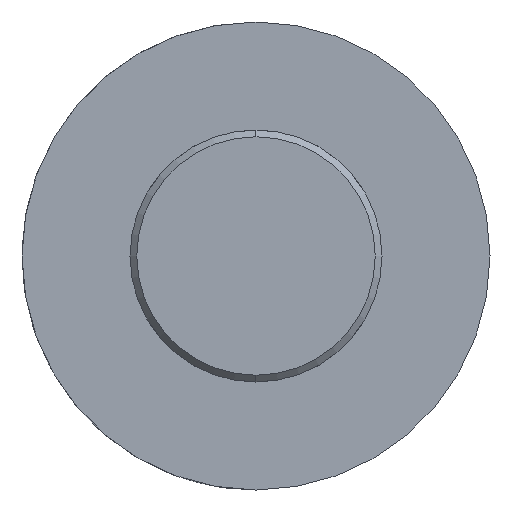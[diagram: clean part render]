
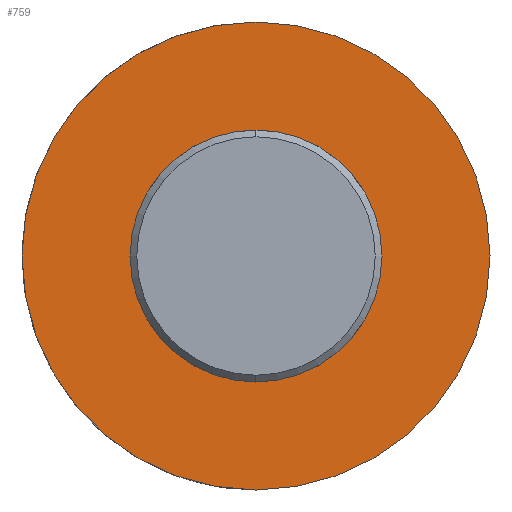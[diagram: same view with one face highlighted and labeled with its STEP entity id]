
A CAD part, left-side view. The second image highlights one B-rep face of the part: STEP entity #759.
In plain terms, the highlighted planar face has unit normal (-1, 0, 0).
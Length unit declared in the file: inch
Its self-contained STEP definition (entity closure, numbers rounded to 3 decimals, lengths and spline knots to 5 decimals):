
#265=CARTESIAN_POINT('',(3.0625,0.,-0.875));
#266=VERTEX_POINT('',#265);
#282=CARTESIAN_POINT('',(3.0625,0.75,-0.45069));
#283=VERTEX_POINT('',#282);
#290=CARTESIAN_POINT('',(3.0625,0.0,0.0));
#291=DIRECTION('',(1.0,0.0,0.0));
#292=DIRECTION('',(0.0,0.0,-1.0));
#293=AXIS2_PLACEMENT_3D('',#290,#291,#292);
#294=CIRCLE('',#293,0.875);
#295=EDGE_CURVE('',#266,#283,#294,.T.);
#305=CARTESIAN_POINT('',(3.0625,0.,0.875));
#306=VERTEX_POINT('',#305);
#315=CARTESIAN_POINT('',(3.0625,0.75,0.45069));
#316=VERTEX_POINT('',#315);
#317=CARTESIAN_POINT('',(3.0625,0.0,0.0));
#318=DIRECTION('',(1.0,0.0,0.0));
#319=DIRECTION('',(0.0,0.0,-1.0));
#320=AXIS2_PLACEMENT_3D('',#317,#318,#319);
#321=CIRCLE('',#320,0.875);
#322=EDGE_CURVE('',#316,#306,#321,.T.);
#347=CARTESIAN_POINT('',(3.0625,0.0,-1.625));
#348=VERTEX_POINT('',#347);
#357=CARTESIAN_POINT('',(3.0625,0.,1.625));
#358=VERTEX_POINT('',#357);
#359=CARTESIAN_POINT('',(3.0625,0.0,0.0));
#360=DIRECTION('',(1.0,0.0,0.0));
#361=DIRECTION('',(0.0,0.0,-1.0));
#362=AXIS2_PLACEMENT_3D('',#359,#360,#361);
#363=CIRCLE('',#362,1.625);
#364=EDGE_CURVE('',#358,#348,#363,.F.);
#706=CARTESIAN_POINT('',(3.0625,0.0,0.0));
#707=DIRECTION('',(1.0,0.0,0.0));
#708=DIRECTION('',(0.0,0.0,-1.0));
#709=AXIS2_PLACEMENT_3D('',#706,#707,#708);
#710=CIRCLE('',#709,1.625);
#711=EDGE_CURVE('',#348,#358,#710,.F.);
#716=CARTESIAN_POINT('',(3.0625,0.0,-1.25));
#717=DIRECTION('',(-1.0,0.0,0.0));
#718=DIRECTION('',(0.0,-1.0,0.0));
#719=AXIS2_PLACEMENT_3D('',#716,#717,#718);
#720=PLANE('',#719);
#721=ORIENTED_EDGE('',*,*,#711,.T.);
#722=ORIENTED_EDGE('',*,*,#364,.T.);
#723=EDGE_LOOP('',(#721,#722));
#724=FACE_OUTER_BOUND('',#723,.T.);
#725=CARTESIAN_POINT('',(3.0625,0.75,-0.45069));
#726=DIRECTION('',(0.0,0.0,1.0));
#727=VECTOR('',#726,0.90139);
#728=LINE('',#725,#727);
#729=EDGE_CURVE('',#283,#316,#728,.T.);
#730=ORIENTED_EDGE('',*,*,#729,.T.);
#731=ORIENTED_EDGE('',*,*,#322,.T.);
#732=CARTESIAN_POINT('',(3.0625,-0.75,0.45069));
#733=VERTEX_POINT('',#732);
#734=CARTESIAN_POINT('',(3.0625,0.0,0.0));
#735=DIRECTION('',(1.0,0.0,0.0));
#736=DIRECTION('',(0.0,0.0,-1.0));
#737=AXIS2_PLACEMENT_3D('',#734,#735,#736);
#738=CIRCLE('',#737,0.875);
#739=EDGE_CURVE('',#306,#733,#738,.T.);
#740=ORIENTED_EDGE('',*,*,#739,.T.);
#741=CARTESIAN_POINT('',(3.0625,-0.75,-0.45069));
#742=VERTEX_POINT('',#741);
#743=CARTESIAN_POINT('',(3.0625,-0.75,0.45069));
#744=DIRECTION('',(0.0,0.0,-1.0));
#745=VECTOR('',#744,0.90139);
#746=LINE('',#743,#745);
#747=EDGE_CURVE('',#733,#742,#746,.T.);
#748=ORIENTED_EDGE('',*,*,#747,.T.);
#749=CARTESIAN_POINT('',(3.0625,0.0,0.0));
#750=DIRECTION('',(1.0,0.0,0.0));
#751=DIRECTION('',(0.0,0.0,-1.0));
#752=AXIS2_PLACEMENT_3D('',#749,#750,#751);
#753=CIRCLE('',#752,0.875);
#754=EDGE_CURVE('',#742,#266,#753,.T.);
#755=ORIENTED_EDGE('',*,*,#754,.T.);
#756=ORIENTED_EDGE('',*,*,#295,.T.);
#757=EDGE_LOOP('',(#730,#731,#740,#748,#755,#756));
#758=FACE_BOUND('',#757,.T.);
#759=ADVANCED_FACE('',(#724,#758),#720,.T.);
